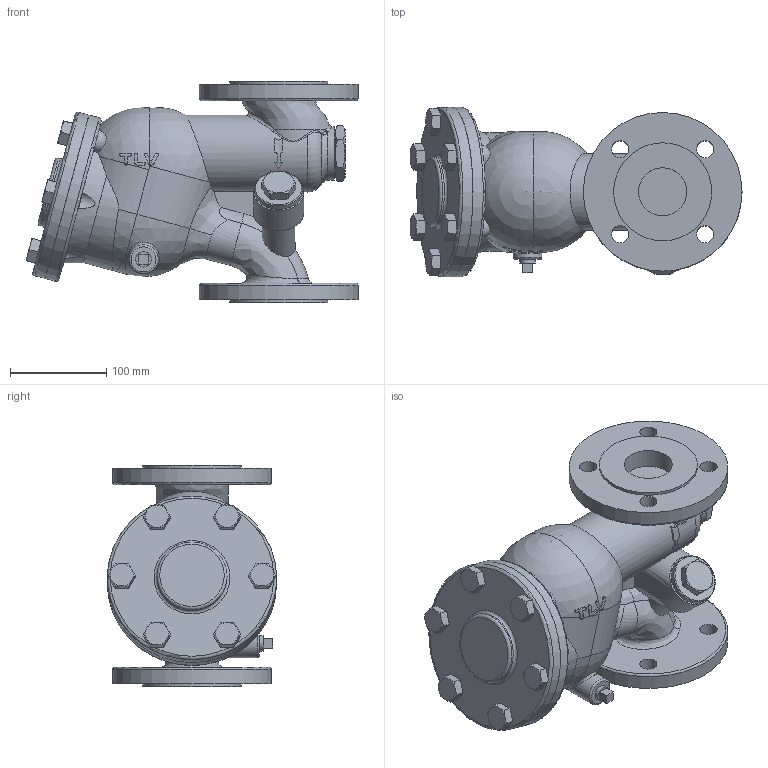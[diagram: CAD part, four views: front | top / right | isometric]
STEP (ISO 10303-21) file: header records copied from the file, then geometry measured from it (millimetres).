
FILE_DESCRIPTION((''),'2;1');
FILE_NAME('sj6vx-050-e0025-00.stp','2011-05-27T12:56:02',('knakanishi'),(''),'Autodesk Inventor 2011','Autodesk Inventor 2011','');
FILE_SCHEMA(('AUTOMOTIVE_DESIGN { 1 0 10303 214 1 1 1 1 }'));
Length unit declared in the file: millimetre
Products named in the file (1): sj6vx-050-e0025-00
Bounding box: 345.25 x 176 x 230 mm (x, y, z)
Volume: 4654642.7 mm3; surface area: 323425.3 mm2
Topology: 1 solids, 1 shells, 314 faces, 790 edges, 495 vertices
Faces by surface type: plane 128, cylinder 69, cone 56, bspline 39, sphere 12, torus 10
Full cylindrical faces by diameter (mm): 14 x4, 16 x1, 18 x8, 30 x1, 40 x1, 50 x4, 56 x1, 73 x1, 80 x1, 102 x2, 123 x1, 165 x2, 176 x2
Entity records: 11952 total; most frequent: CARTESIAN_POINT 5190, ORIENTED_EDGE 1458, DIRECTION 1292, EDGE_CURVE 729, AXIS2_PLACEMENT_3D 553, VERTEX_POINT 475, EDGE_LOOP 388, FACE_OUTER_BOUND 314
